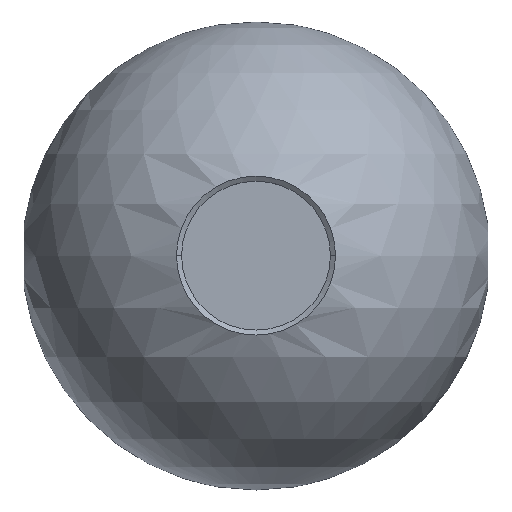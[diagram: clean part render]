
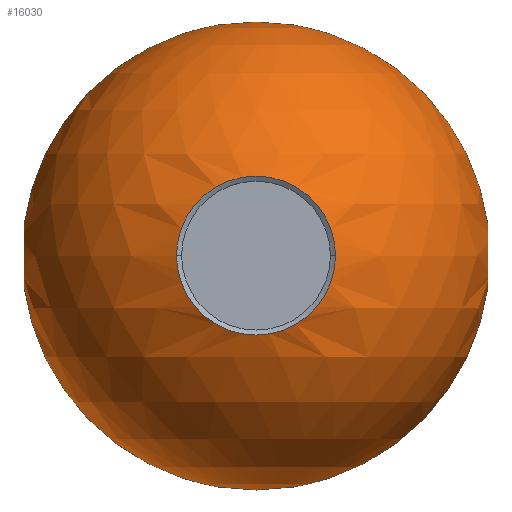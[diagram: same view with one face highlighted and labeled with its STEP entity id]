
A CAD part, top view. The second image highlights one B-rep face of the part: STEP entity #16030.
In plain terms, the highlighted spherical face has radius 22 mm.
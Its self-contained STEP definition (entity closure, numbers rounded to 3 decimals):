
#4240=CARTESIAN_POINT('',(29.802,100.948,0.));
#4250=VERTEX_POINT('',#4240);
#4280=CARTESIAN_POINT('',(29.802,98.,0.));
#4290=DIRECTION('',(1.,0.,0.));
#4300=DIRECTION('',(0.,1.,0.));
#4310=AXIS2_PLACEMENT_3D('',#4280,#4290,#4300);
#4320=CIRCLE('',#4310,2.948);
#4330=CARTESIAN_POINT('',(29.802,95.052,0.));
#4340=VERTEX_POINT('',#4330);
#4550=EDGE_CURVE('',#4250,#4340,#4320,.T.);
#7140=CARTESIAN_POINT('',(8.,98.,0.));
#7150=DIRECTION('',(0.,0.,1.));
#7160=DIRECTION('',(-1.,0.,0.));
#7170=AXIS2_PLACEMENT_3D('',#7140,#7150,#7160);
#7180=CIRCLE('',#7170,22.);
#7190=CARTESIAN_POINT('',(8.,120.,0.));
#7200=VERTEX_POINT('',#7190);
#7210=CARTESIAN_POINT('',(-13.802,100.948,0.));
#7220=VERTEX_POINT('',#7210);
#7230=EDGE_CURVE('',#7200,#7220,#7180,.T.);
#7250=CARTESIAN_POINT('',(-13.802,98.,0.));
#7260=DIRECTION('',(1.,0.,0.));
#7270=DIRECTION('',(0.,1.,0.));
#7280=AXIS2_PLACEMENT_3D('',#7250,#7260,#7270);
#7290=CIRCLE('',#7280,2.948);
#7300=CARTESIAN_POINT('',(-13.802,95.052,0.));
#7310=VERTEX_POINT('',#7300);
#7340=CARTESIAN_POINT('',(8.,76.,0.));
#7350=VERTEX_POINT('',#7340);
#7360=EDGE_CURVE('',#7310,#7350,#7180,.T.);
#7380=EDGE_CURVE('',#7350,#4340,#7180,.T.);
#7410=EDGE_CURVE('',#4250,#7200,#7180,.T.);
#13220=EDGE_CURVE('',#7220,#7310,#7290,.T.);
#13510=CARTESIAN_POINT('',(0.528,98.,20.692));
#13520=VERTEX_POINT('',#13510);
#13680=CARTESIAN_POINT('',(15.472,98.,20.692));
#13690=VERTEX_POINT('',#13680);
#13720=CARTESIAN_POINT('',(8.,98.,20.692));
#13730=DIRECTION('',(0.,0.,1.));
#13740=DIRECTION('',(-1.,0.,0.));
#13750=AXIS2_PLACEMENT_3D('',#13720,#13730,#13740);
#13760=CIRCLE('',#13750,7.472);
#13770=EDGE_CURVE('',#13520,#13690,#13760,.T.);
#15490=EDGE_CURVE('',#13690,#13520,#13760,.T.);
#15860=CARTESIAN_POINT('',(8.,98.,0.));
#15870=DIRECTION('',(0.,1.,0.));
#15880=DIRECTION('',(-1.,0.,0.));
#15890=AXIS2_PLACEMENT_3D('',#15860,#15870,#15880);
#15900=SPHERICAL_SURFACE('',#15890,22.);
#15910=ORIENTED_EDGE('',*,*,#7230,.T.);
#15920=ORIENTED_EDGE('',*,*,#7410,.T.);
#15930=ORIENTED_EDGE('',*,*,#4550,.F.);
#15940=ORIENTED_EDGE('',*,*,#7380,.T.);
#15950=ORIENTED_EDGE('',*,*,#7360,.T.);
#15960=ORIENTED_EDGE('',*,*,#13220,.T.);
#15970=EDGE_LOOP('',(#15960,#15950,#15940,#15930,#15920,#15910));
#15980=FACE_OUTER_BOUND('',#15970,.T.);
#15990=ORIENTED_EDGE('',*,*,#15490,.F.);
#16000=ORIENTED_EDGE('',*,*,#13770,.F.);
#16010=EDGE_LOOP('',(#16000,#15990));
#16020=FACE_BOUND('',#16010,.T.);
#16030=ADVANCED_FACE('',(#15980,#16020),#15900,.T.);
